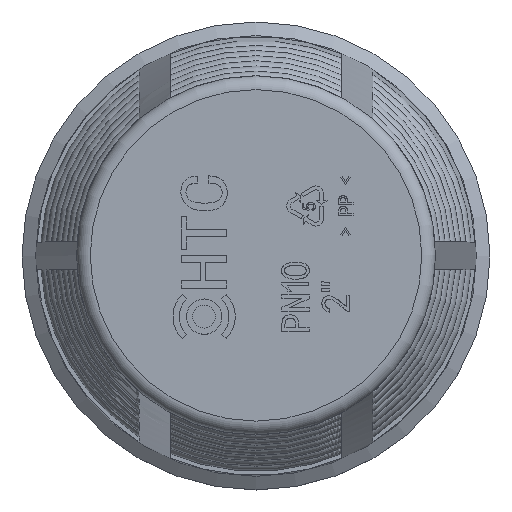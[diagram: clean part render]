
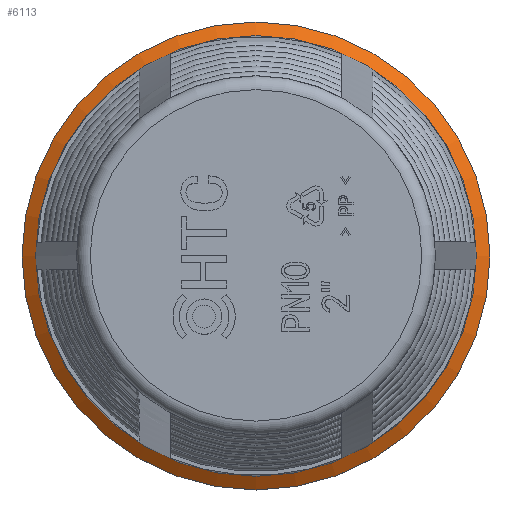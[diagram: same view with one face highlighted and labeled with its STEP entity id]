
A CAD part, top view. The second image highlights one B-rep face of the part: STEP entity #6113.
In plain terms, the highlighted conical face has half-angle 55.408 degrees and reference radius 31.827 mm.
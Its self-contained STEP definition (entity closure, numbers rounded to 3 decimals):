
#4525=CONICAL_SURFACE('',#23228,31.827,55.408);
#4567=FACE_BOUND('',#8669,.T.);
#4568=FACE_BOUND('',#8670,.T.);
#5445=CIRCLE('',#23209,31.827);
#5454=CIRCLE('',#23222,33.8);
#6113=ADVANCED_FACE('',(#4567,#4568),#4525,.T.);
#8669=EDGE_LOOP('',(#12065));
#8670=EDGE_LOOP('',(#12066));
#12065=ORIENTED_EDGE('',*,*,#17979,.T.);
#12066=ORIENTED_EDGE('',*,*,#17888,.F.);
#15600=VERTEX_POINT('',#32672);
#15683=VERTEX_POINT('',#33138);
#17888=EDGE_CURVE('',#15600,#15600,#5445,.T.);
#17979=EDGE_CURVE('',#15683,#15683,#5454,.T.);
#23209=AXIS2_PLACEMENT_3D('',#32671,#26527,#26528);
#23222=AXIS2_PLACEMENT_3D('',#33137,#26559,#26560);
#23228=AXIS2_PLACEMENT_3D('',#33575,#26571,#26572);
#26527=DIRECTION('',(0.,0.,1.));
#26528=DIRECTION('',(1.,0.,0.));
#26559=DIRECTION('',(0.,0.,1.));
#26560=DIRECTION('',(-1.,0.,0.));
#26571=DIRECTION('',(0.,0.,-1.));
#26572=DIRECTION('',(-1.,0.,0.));
#32671=CARTESIAN_POINT('',(0.,0.,-16.29));
#32672=CARTESIAN_POINT('',(31.827,0.,-16.29));
#33137=CARTESIAN_POINT('',(0.,0.,-17.65));
#33138=CARTESIAN_POINT('',(-33.8,0.,-17.65));
#33575=CARTESIAN_POINT('',(0.,0.,-16.29));
